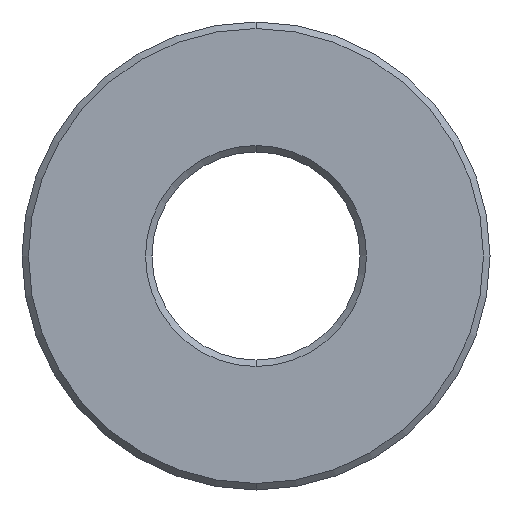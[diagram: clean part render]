
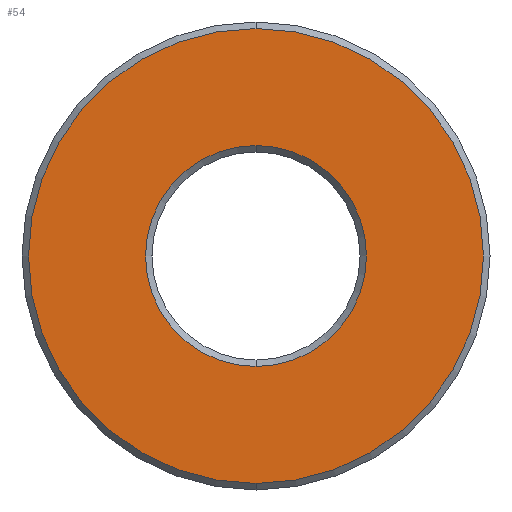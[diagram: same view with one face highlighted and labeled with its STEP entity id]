
A CAD part, front view. The second image highlights one B-rep face of the part: STEP entity #54.
In plain terms, the highlighted planar face has unit normal (0, -1, 0).
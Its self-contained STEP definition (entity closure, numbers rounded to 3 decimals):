
#9 = EDGE_CURVE ( 'NONE', #194, #223, #353, .T. ) ;
#10 = ORIENTED_EDGE ( 'NONE', *, *, #387, .F. ) ;
#18 = EDGE_LOOP ( 'NONE', ( #60, #10 ) ) ;
#23 = EDGE_LOOP ( 'NONE', ( #265, #264 ) ) ;
#54 = ADVANCED_FACE ( 'NONE', ( #458, #453 ), #461, .T. ) ;
#60 = ORIENTED_EDGE ( 'NONE', *, *, #9, .F. ) ;
#173 = EDGE_CURVE ( 'NONE', #285, #292, #664, .T. ) ;
#194 = VERTEX_POINT ( 'NONE', #731 ) ;
#223 = VERTEX_POINT ( 'NONE', #779 ) ;
#264 = ORIENTED_EDGE ( 'NONE', *, *, #282, .T. ) ;
#265 = ORIENTED_EDGE ( 'NONE', *, *, #173, .T. ) ;
#282 = EDGE_CURVE ( 'NONE', #292, #285, #817, .T. ) ;
#285 = VERTEX_POINT ( 'NONE', #763 ) ;
#292 = VERTEX_POINT ( 'NONE', #847 ) ;
#345 = DIRECTION ( 'NONE',  ( 0., 0., -1. ) ) ;
#346 = DIRECTION ( 'NONE',  ( 0., -1., 0. ) ) ;
#353 = CIRCLE ( 'NONE', #360, 4.25 ) ;
#354 = CARTESIAN_POINT ( 'NONE',  ( 0., 0., 0. ) ) ;
#360 = AXIS2_PLACEMENT_3D ( 'NONE', #354, #346, #345 ) ;
#387 = EDGE_CURVE ( 'NONE', #223, #194, #920, .T. ) ;
#417 = DIRECTION ( 'NONE',  ( 0., 0., -1. ) ) ;
#418 = DIRECTION ( 'NONE',  ( 0., -1., 0. ) ) ;
#419 = CARTESIAN_POINT ( 'NONE',  ( 4.25, 0., 0. ) ) ;
#453 = FACE_BOUND ( 'NONE', #18, .T. ) ;
#458 = FACE_OUTER_BOUND ( 'NONE', #23, .T. ) ;
#461 = PLANE ( 'NONE',  #584 ) ;
#584 = AXIS2_PLACEMENT_3D ( 'NONE', #419, #418, #417 ) ;
#631 = DIRECTION ( 'NONE',  ( 0., 0., -1. ) ) ;
#632 = DIRECTION ( 'NONE',  ( 0., -1., 0. ) ) ;
#633 = CARTESIAN_POINT ( 'NONE',  ( 0., 0., 0. ) ) ;
#652 = AXIS2_PLACEMENT_3D ( 'NONE', #633, #632, #631 ) ;
#664 = CIRCLE ( 'NONE', #652, 8.75 ) ;
#731 = CARTESIAN_POINT ( 'NONE',  ( 0., 0., -4.25 ) ) ;
#763 = CARTESIAN_POINT ( 'NONE',  ( 0., 0., 8.75 ) ) ;
#779 = CARTESIAN_POINT ( 'NONE',  ( 0., 0., 4.25 ) ) ;
#815 = DIRECTION ( 'NONE',  ( 0., 0., -1. ) ) ;
#816 = DIRECTION ( 'NONE',  ( 0., -1., 0. ) ) ;
#817 = CIRCLE ( 'NONE', #857, 8.75 ) ;
#837 = CARTESIAN_POINT ( 'NONE',  ( 0., 0., 0. ) ) ;
#847 = CARTESIAN_POINT ( 'NONE',  ( 0., 0., -8.75 ) ) ;
#857 = AXIS2_PLACEMENT_3D ( 'NONE', #837, #816, #815 ) ;
#917 = DIRECTION ( 'NONE',  ( 0., 0., -1. ) ) ;
#918 = DIRECTION ( 'NONE',  ( 0., -1., 0. ) ) ;
#919 = CARTESIAN_POINT ( 'NONE',  ( 0., 0., 0. ) ) ;
#920 = CIRCLE ( 'NONE', #958, 4.25 ) ;
#958 = AXIS2_PLACEMENT_3D ( 'NONE', #919, #918, #917 ) ;
